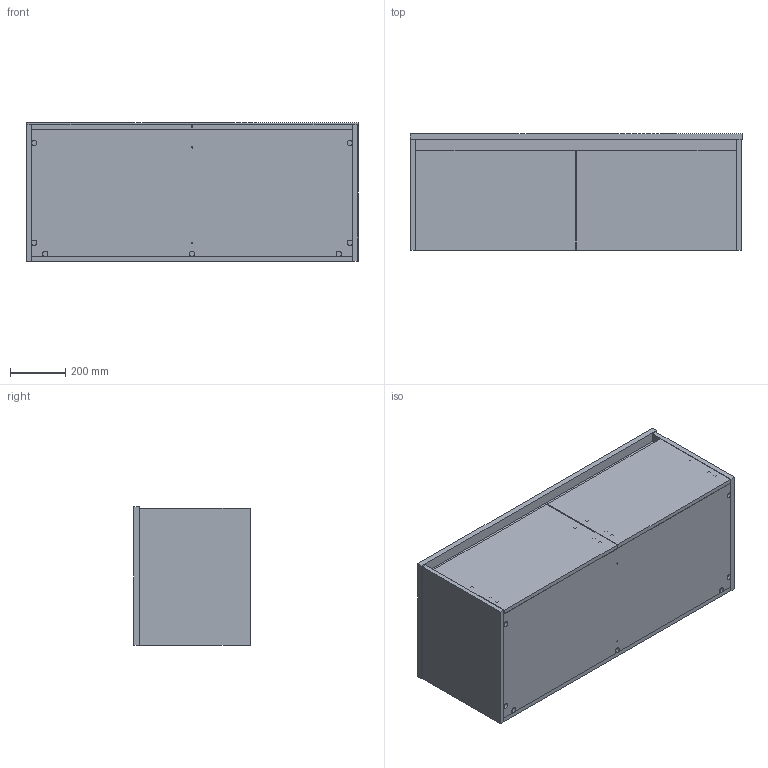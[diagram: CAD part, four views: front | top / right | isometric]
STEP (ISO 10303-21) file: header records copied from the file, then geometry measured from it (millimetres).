
FILE_DESCRIPTION (( 'STEP AP203' ), '1' );
FILE_NAME ('408CP_1200_DB_2DR_KaylaCP - No Tap.STEP', '2022-04-07T00:48:25', ( '' ), ( '' ), 'SwSTEP 2.0', 'SolidWorks 2020', '' );
FILE_SCHEMA (( 'CONFIG_CONTROL_DESIGN' ));
Length unit declared in the file: millimetre
Products named in the file (12): F408_1200DW2DR; PL001003; 1200_DB_NoTaphole; PL001072; PL001048; PL001054; 408CP_1200_DB_2DR_KaylaCP - No Tap; PL001002; Top Stretcher; PL001052; PL001051; PL001053
Assembly tree (12 placements, depth 3):
  408CP_1200_DB_2DR_KaylaCP - No Tap
    1200_DB_NoTaphole
    F408_1200DW2DR
      PL001003
      PL001002
      PL001054
      PL001053
      PL001052
      PL001051
      PL001048  x2
      PL001072
      Top Stretcher
Bounding box: 1200 x 420.5 x 500 mm (x, y, z)
Volume: 47983981.1 mm3; surface area: 5996201.8 mm2
Topology: 11 solids, 11 shells, 237 faces, 516 edges, 344 vertices
Faces by surface type: cylinder 128, plane 109
Entity records: 6904 total; most frequent: DIRECTION 1070, CARTESIAN_POINT 935, ORIENTED_EDGE 864, EDGE_CURVE 432, AXIS2_PLACEMENT_3D 423, VERTEX_POINT 288, EDGE_LOOP 268, LINE 224
